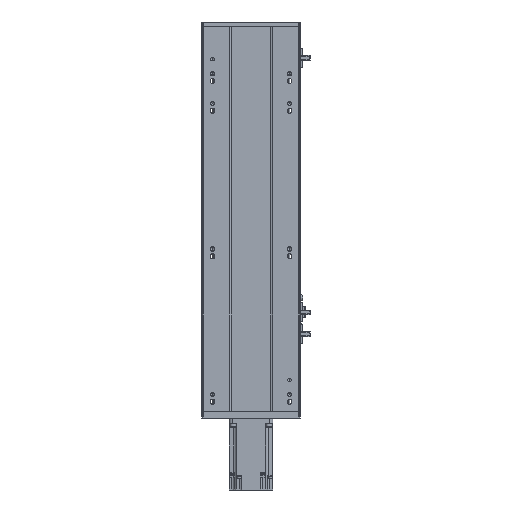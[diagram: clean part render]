
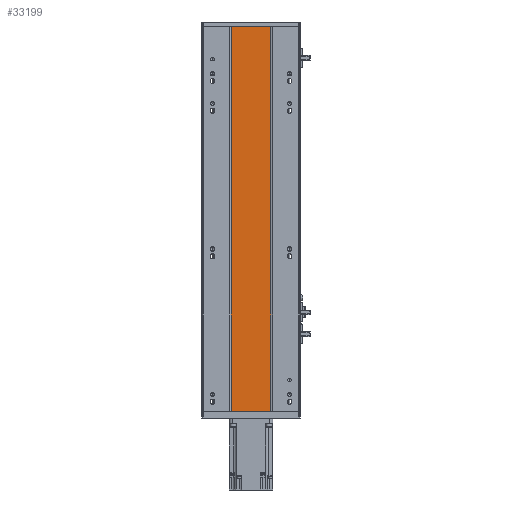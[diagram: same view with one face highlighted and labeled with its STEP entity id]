
A CAD part, front view. The second image highlights one B-rep face of the part: STEP entity #33199.
In plain terms, the highlighted planar face has unit normal (0, -1, 0).
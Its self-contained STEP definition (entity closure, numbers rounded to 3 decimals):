
#134 = CARTESIAN_POINT ( 'NONE',  ( 27.257, 0., 0. ) ) ;
#224 = VERTEX_POINT ( 'NONE', #35698 ) ;
#1181 = DIRECTION ( 'NONE',  ( 0., 0., -1. ) ) ;
#1659 = VECTOR ( 'NONE', #8685, 1000. ) ;
#3461 = VECTOR ( 'NONE', #29180, 1000. ) ;
#6456 = LINE ( 'NONE', #34907, #8646 ) ;
#8630 = DIRECTION ( 'NONE',  ( 1., 0., 0. ) ) ;
#8646 = VECTOR ( 'NONE', #1181, 1000. ) ;
#8685 = DIRECTION ( 'NONE',  ( 0., 0., -1. ) ) ;
#9135 = ORIENTED_EDGE ( 'NONE', *, *, #18011, .F. ) ;
#9161 = LINE ( 'NONE', #36395, #1659 ) ;
#11050 = ORIENTED_EDGE ( 'NONE', *, *, #25114, .F. ) ;
#11311 = VERTEX_POINT ( 'NONE', #134 ) ;
#13817 = EDGE_LOOP ( 'NONE', ( #20442, #9135, #11050, #33829 ) ) ;
#16966 = AXIS2_PLACEMENT_3D ( 'NONE', #23778, #23398, #20949 ) ;
#18011 = EDGE_CURVE ( 'NONE', #21215, #11311, #6456, .T. ) ;
#20442 = ORIENTED_EDGE ( 'NONE', *, *, #24100, .T. ) ;
#20949 = DIRECTION ( 'NONE',  ( 0., 0., 1. ) ) ;
#21215 = VERTEX_POINT ( 'NONE', #32906 ) ;
#23312 = CARTESIAN_POINT ( 'NONE',  ( 0., 0., 0. ) ) ;
#23398 = DIRECTION ( 'NONE',  ( 0., 1., 0. ) ) ;
#23778 = CARTESIAN_POINT ( 'NONE',  ( 0., 0., 529. ) ) ;
#24100 = EDGE_CURVE ( 'NONE', #224, #11311, #27127, .T. ) ;
#24387 = EDGE_CURVE ( 'NONE', #25042, #224, #9161, .T. ) ;
#25042 = VERTEX_POINT ( 'NONE', #25550 ) ;
#25114 = EDGE_CURVE ( 'NONE', #25042, #21215, #27944, .T. ) ;
#25314 = CARTESIAN_POINT ( 'NONE',  ( 0., 0., 529. ) ) ;
#25550 = CARTESIAN_POINT ( 'NONE',  ( -27.257, 0., 529. ) ) ;
#26550 = PLANE ( 'NONE',  #16966 ) ;
#27127 = LINE ( 'NONE', #23312, #3461 ) ;
#27944 = LINE ( 'NONE', #25314, #32354 ) ;
#29180 = DIRECTION ( 'NONE',  ( 1., 0., 0. ) ) ;
#32354 = VECTOR ( 'NONE', #8630, 1000. ) ;
#32906 = CARTESIAN_POINT ( 'NONE',  ( 27.257, 0., 529. ) ) ;
#33123 = FACE_OUTER_BOUND ( 'NONE', #13817, .T. ) ;
#33199 = ADVANCED_FACE ( 'NONE', ( #33123 ), #26550, .F. ) ;
#33829 = ORIENTED_EDGE ( 'NONE', *, *, #24387, .T. ) ;
#34907 = CARTESIAN_POINT ( 'NONE',  ( 27.257, 0., 529. ) ) ;
#35698 = CARTESIAN_POINT ( 'NONE',  ( -27.257, 0., 0. ) ) ;
#36395 = CARTESIAN_POINT ( 'NONE',  ( -27.257, 0., 529. ) ) ;
